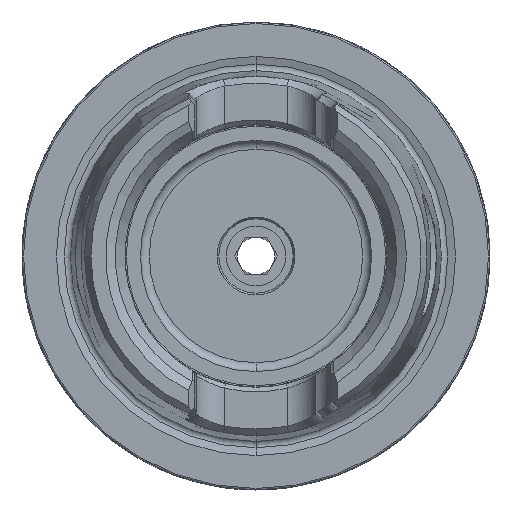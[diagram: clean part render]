
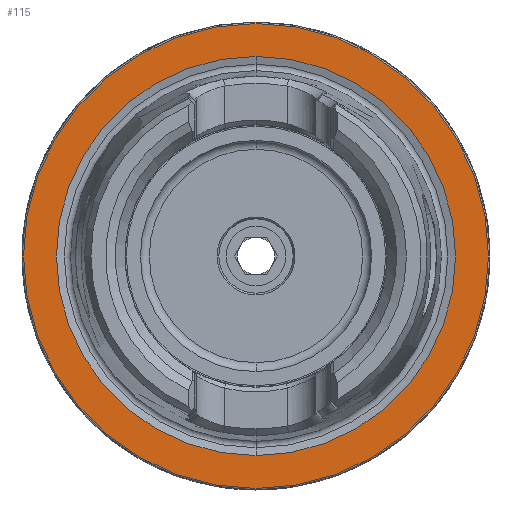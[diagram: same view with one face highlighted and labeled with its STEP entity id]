
A CAD part, left-side view. The second image highlights one B-rep face of the part: STEP entity #115.
In plain terms, the highlighted planar face has unit normal (-1, 0, 0).
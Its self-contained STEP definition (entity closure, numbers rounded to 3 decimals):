
#115 = ADVANCED_FACE ( 'NONE', ( #6113, #6135 ), #4932, .F. ) ;
#1004 = EDGE_LOOP ( 'NONE', ( #5563, #5646 ) ) ;
#2730 = VERTEX_POINT ( 'NONE', #10463 ) ;
#2836 = VERTEX_POINT ( 'NONE', #7483 ) ;
#2853 = VERTEX_POINT ( 'NONE', #7499 ) ;
#2871 = VERTEX_POINT ( 'NONE', #7491 ) ;
#3396 = CIRCLE ( 'NONE', #8073, 26.85 ) ;
#3408 = CIRCLE ( 'NONE', #8075, 31.275 ) ;
#3455 = CIRCLE ( 'NONE', #8106, 31.275 ) ;
#3456 = CIRCLE ( 'NONE', #8107, 26.85 ) ;
#4908 = CARTESIAN_POINT ( 'NONE',  ( 0., 31.275, 0. ) ) ;
#4918 = DIRECTION ( 'NONE',  ( 1., 0., 0. ) ) ;
#4926 = DIRECTION ( 'NONE',  ( 0., 0., -1. ) ) ;
#4932 = PLANE ( 'NONE',  #11015 ) ;
#5563 = ORIENTED_EDGE ( 'NONE', *, *, #10942, .F. ) ;
#5613 = ORIENTED_EDGE ( 'NONE', *, *, #10941, .T. ) ;
#5639 = ORIENTED_EDGE ( 'NONE', *, *, #10879, .T. ) ;
#5646 = ORIENTED_EDGE ( 'NONE', *, *, #10876, .F. ) ;
#5649 = EDGE_LOOP ( 'NONE', ( #5639, #5613 ) ) ;
#6113 = FACE_BOUND ( 'NONE', #1004, .T. ) ;
#6135 = FACE_OUTER_BOUND ( 'NONE', #5649, .T. ) ;
#7111 = CARTESIAN_POINT ( 'NONE',  ( 0., 0., 0. ) ) ;
#7112 = DIRECTION ( 'NONE',  ( -1., 0., 0. ) ) ;
#7113 = DIRECTION ( 'NONE',  ( 0., 0., 1. ) ) ;
#7114 = CARTESIAN_POINT ( 'NONE',  ( 0., 0., 0. ) ) ;
#7115 = DIRECTION ( 'NONE',  ( -1., 0., 0. ) ) ;
#7116 = DIRECTION ( 'NONE',  ( 0., 0., 1. ) ) ;
#7483 = CARTESIAN_POINT ( 'NONE',  ( 0., 0., -26.85 ) ) ;
#7491 = CARTESIAN_POINT ( 'NONE',  ( 0., 0., 31.275 ) ) ;
#7499 = CARTESIAN_POINT ( 'NONE',  ( 0., 0., -31.275 ) ) ;
#8073 = AXIS2_PLACEMENT_3D ( 'NONE', #8864, #8865, #8866 ) ;
#8075 = AXIS2_PLACEMENT_3D ( 'NONE', #8871, #8872, #8873 ) ;
#8106 = AXIS2_PLACEMENT_3D ( 'NONE', #7111, #7112, #7113 ) ;
#8107 = AXIS2_PLACEMENT_3D ( 'NONE', #7114, #7115, #7116 ) ;
#8864 = CARTESIAN_POINT ( 'NONE',  ( 0., 0., 0. ) ) ;
#8865 = DIRECTION ( 'NONE',  ( -1., 0., 0. ) ) ;
#8866 = DIRECTION ( 'NONE',  ( 0., 0., 1. ) ) ;
#8871 = CARTESIAN_POINT ( 'NONE',  ( 0., 0., 0. ) ) ;
#8872 = DIRECTION ( 'NONE',  ( -1., 0., 0. ) ) ;
#8873 = DIRECTION ( 'NONE',  ( 0., 0., 1. ) ) ;
#10463 = CARTESIAN_POINT ( 'NONE',  ( 0., 0., 26.85 ) ) ;
#10876 = EDGE_CURVE ( 'NONE', #2836, #2730, #3396, .T. ) ;
#10879 = EDGE_CURVE ( 'NONE', #2871, #2853, #3408, .T. ) ;
#10941 = EDGE_CURVE ( 'NONE', #2853, #2871, #3455, .T. ) ;
#10942 = EDGE_CURVE ( 'NONE', #2730, #2836, #3456, .T. ) ;
#11015 = AXIS2_PLACEMENT_3D ( 'NONE', #4908, #4918, #4926 ) ;
